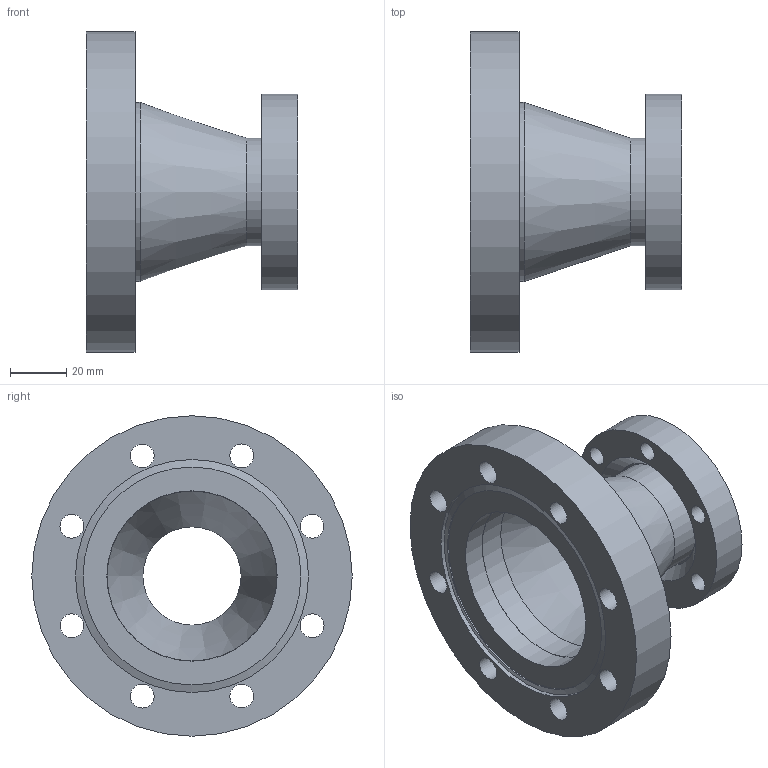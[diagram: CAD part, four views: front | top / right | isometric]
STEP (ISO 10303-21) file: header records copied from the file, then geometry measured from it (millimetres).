
FILE_DESCRIPTION((''),'2;1');
FILE_NAME('402032.stp','2008-05-16T14:50:39',('stelmach'),(''),'Autodesk Inventor 2008','Autodesk Inventor 2008','');
FILE_SCHEMA(('AUTOMOTIVE_DESIGN { 1 0 10303 214 1 1 1 1 }'));
Length unit declared in the file: inch
Products named in the file (6): 402032; 402032-001; 110021 (4.5 X 2.5 NR); 100014 (2.75 X 1.5 R); 100014 (2.75 X 1.5 REC); 100014 (2.75 X 1.5 INS)
Assembly tree (5 placements, depth 3):
  402032
    402032-001
    110021 (4.5 X 2.5 NR)
    100014 (2.75 X 1.5 R)
      100014 (2.75 X 1.5 REC)
      100014 (2.75 X 1.5 INS)
Bounding box: 74.93 x 113.54 x 113.54 mm (x, y, z)
Volume: 156904.6 mm3; surface area: 60577.9 mm2
Topology: 4 solids, 4 shells, 47 faces, 110 edges, 75 vertices
Faces by surface type: cylinder 16, bspline 14, plane 12, cone 5
Full cylindrical faces by diameter (mm): 34.798 x1, 34.925 x1, 38.1 x1, 38.354 x1, 39.624 x1, 41.9 x1, 48.1 x1, 48.151 x1, 60.198 x1, 60.325 x1, 63.5 x1, 63.754 x1, 69.342 x1, 77.216 x1, 82.55 x1, 113.538 x1
Entity records: 1518 total; most frequent: CARTESIAN_POINT 418, DIRECTION 210, ORIENTED_EDGE 122, EDGE_LOOP 122, AXIS2_PLACEMENT_3D 105, FACE_BOUND 75, VERTEX_POINT 61, CIRCLE 61
